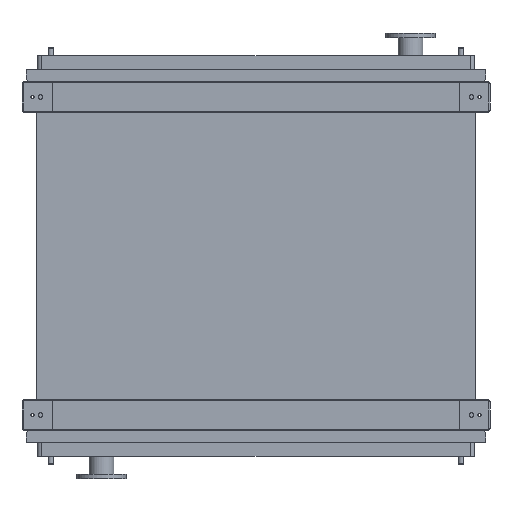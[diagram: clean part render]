
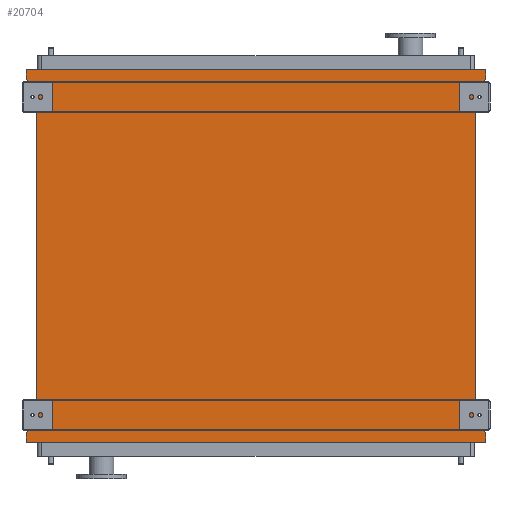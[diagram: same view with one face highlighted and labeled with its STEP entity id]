
A CAD part, front view. The second image highlights one B-rep face of the part: STEP entity #20704.
In plain terms, the highlighted planar face has unit normal (0, -1, 0).
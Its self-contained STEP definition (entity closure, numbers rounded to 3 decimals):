
#150 = VECTOR ( 'NONE', #18557, 1000. ) ;
#234 = CARTESIAN_POINT ( 'NONE',  ( 965., 0., -1450. ) ) ;
#446 = VERTEX_POINT ( 'NONE', #20367 ) ;
#460 = DIRECTION ( 'NONE',  ( 0., 0., -1. ) ) ;
#821 = LINE ( 'NONE', #22368, #15164 ) ;
#1093 = EDGE_LOOP ( 'NONE', ( #23765, #19165, #14893, #15432, #11250, #2284, #11812, #16552, #17081, #3431, #8820, #23468 ) ) ;
#1420 = VECTOR ( 'NONE', #9558, 1000. ) ;
#2277 = VERTEX_POINT ( 'NONE', #13390 ) ;
#2284 = ORIENTED_EDGE ( 'NONE', *, *, #15712, .F. ) ;
#2623 = FACE_OUTER_BOUND ( 'NONE', #1093, .T. ) ;
#2995 = CARTESIAN_POINT ( 'NONE',  ( -965., 0., -1450. ) ) ;
#3173 = DIRECTION ( 'NONE',  ( -1., 0., 0. ) ) ;
#3269 = LINE ( 'NONE', #4089, #4395 ) ;
#3425 = VERTEX_POINT ( 'NONE', #18171 ) ;
#3431 = ORIENTED_EDGE ( 'NONE', *, *, #18763, .F. ) ;
#3786 = LINE ( 'NONE', #12955, #17457 ) ;
#3947 = VECTOR ( 'NONE', #10059, 1000. ) ;
#4089 = CARTESIAN_POINT ( 'NONE',  ( 1011., 0., 53. ) ) ;
#4395 = VECTOR ( 'NONE', #18399, 1000. ) ;
#5074 = CARTESIAN_POINT ( 'NONE',  ( 1011., 0., 53. ) ) ;
#6605 = EDGE_CURVE ( 'NONE', #11196, #23503, #10028, .T. ) ;
#7002 = CARTESIAN_POINT ( 'NONE',  ( -1011., 0., -1503. ) ) ;
#7711 = VERTEX_POINT ( 'NONE', #16163 ) ;
#8040 = VECTOR ( 'NONE', #23598, 1000. ) ;
#8514 = DIRECTION ( 'NONE',  ( 0., 0., 1. ) ) ;
#8543 = CARTESIAN_POINT ( 'NONE',  ( 965., 0., -1450. ) ) ;
#8562 = CARTESIAN_POINT ( 'NONE',  ( 1011., 0., -1545. ) ) ;
#8820 = ORIENTED_EDGE ( 'NONE', *, *, #19698, .F. ) ;
#8909 = CARTESIAN_POINT ( 'NONE',  ( -965., 0., 0. ) ) ;
#9068 = CARTESIAN_POINT ( 'NONE',  ( 1011., 0., -1545. ) ) ;
#9455 = VECTOR ( 'NONE', #22974, 1000. ) ;
#9489 = CARTESIAN_POINT ( 'NONE',  ( 1011., 0., -1503. ) ) ;
#9528 = CARTESIAN_POINT ( 'NONE',  ( 965., 0., -1450. ) ) ;
#9558 = DIRECTION ( 'NONE',  ( 1., 0., 0. ) ) ;
#10028 = LINE ( 'NONE', #10274, #14201 ) ;
#10059 = DIRECTION ( 'NONE',  ( 0., 0., 1. ) ) ;
#10101 = LINE ( 'NONE', #234, #14827 ) ;
#10208 = VECTOR ( 'NONE', #21667, 1000. ) ;
#10274 = CARTESIAN_POINT ( 'NONE',  ( -965., 0., -1450. ) ) ;
#10592 = VERTEX_POINT ( 'NONE', #5074 ) ;
#10656 = CARTESIAN_POINT ( 'NONE',  ( 1011., 0., -1503. ) ) ;
#11196 = VERTEX_POINT ( 'NONE', #2995 ) ;
#11250 = ORIENTED_EDGE ( 'NONE', *, *, #14803, .F. ) ;
#11264 = DIRECTION ( 'NONE',  ( 0., -1., 0. ) ) ;
#11368 = DIRECTION ( 'NONE',  ( 0.655, 0., 0.755 ) ) ;
#11633 = EDGE_CURVE ( 'NONE', #19142, #15452, #19406, .T. ) ;
#11812 = ORIENTED_EDGE ( 'NONE', *, *, #6605, .F. ) ;
#11910 = VERTEX_POINT ( 'NONE', #7002 ) ;
#12504 = AXIS2_PLACEMENT_3D ( 'NONE', #22341, #11264, #460 ) ;
#12866 = DIRECTION ( 'NONE',  ( 0.655, 0., -0.755 ) ) ;
#12955 = CARTESIAN_POINT ( 'NONE',  ( -1011., 0., 53. ) ) ;
#13390 = CARTESIAN_POINT ( 'NONE',  ( -1011., 0., 95. ) ) ;
#13453 = LINE ( 'NONE', #17172, #3947 ) ;
#13779 = EDGE_CURVE ( 'NONE', #10592, #15452, #3269, .T. ) ;
#13925 = LINE ( 'NONE', #8562, #18095 ) ;
#14201 = VECTOR ( 'NONE', #8514, 1000. ) ;
#14426 = EDGE_CURVE ( 'NONE', #7711, #10592, #18957, .T. ) ;
#14737 = DIRECTION ( 'NONE',  ( 0., 0., 1. ) ) ;
#14803 = EDGE_CURVE ( 'NONE', #446, #2277, #3786, .T. ) ;
#14827 = VECTOR ( 'NONE', #12866, 1000. ) ;
#14893 = ORIENTED_EDGE ( 'NONE', *, *, #14426, .F. ) ;
#14936 = LINE ( 'NONE', #8909, #10208 ) ;
#15164 = VECTOR ( 'NONE', #11368, 1000. ) ;
#15432 = ORIENTED_EDGE ( 'NONE', *, *, #16572, .F. ) ;
#15452 = VERTEX_POINT ( 'NONE', #20630 ) ;
#15712 = EDGE_CURVE ( 'NONE', #23503, #446, #14936, .T. ) ;
#16163 = CARTESIAN_POINT ( 'NONE',  ( 1011., 0., 95. ) ) ;
#16284 = LINE ( 'NONE', #18423, #1420 ) ;
#16507 = VERTEX_POINT ( 'NONE', #9489 ) ;
#16552 = ORIENTED_EDGE ( 'NONE', *, *, #16592, .F. ) ;
#16572 = EDGE_CURVE ( 'NONE', #2277, #7711, #16284, .T. ) ;
#16592 = EDGE_CURVE ( 'NONE', #11910, #11196, #821, .T. ) ;
#16875 = CARTESIAN_POINT ( 'NONE',  ( -965., 0., 0. ) ) ;
#16890 = LINE ( 'NONE', #10656, #8040 ) ;
#17081 = ORIENTED_EDGE ( 'NONE', *, *, #17756, .F. ) ;
#17127 = CARTESIAN_POINT ( 'NONE',  ( 1011., 0., 95. ) ) ;
#17172 = CARTESIAN_POINT ( 'NONE',  ( -1011., 0., -1545. ) ) ;
#17457 = VECTOR ( 'NONE', #14737, 1000. ) ;
#17756 = EDGE_CURVE ( 'NONE', #3425, #11910, #13453, .T. ) ;
#18061 = VERTEX_POINT ( 'NONE', #9068 ) ;
#18095 = VECTOR ( 'NONE', #3173, 1000. ) ;
#18171 = CARTESIAN_POINT ( 'NONE',  ( -1011., 0., -1545. ) ) ;
#18395 = PLANE ( 'NONE',  #12504 ) ;
#18399 = DIRECTION ( 'NONE',  ( -0.655, 0., -0.755 ) ) ;
#18423 = CARTESIAN_POINT ( 'NONE',  ( -1011., 0., 95. ) ) ;
#18557 = DIRECTION ( 'NONE',  ( 0., 0., 1. ) ) ;
#18763 = EDGE_CURVE ( 'NONE', #18061, #3425, #13925, .T. ) ;
#18957 = LINE ( 'NONE', #17127, #9455 ) ;
#19142 = VERTEX_POINT ( 'NONE', #8543 ) ;
#19165 = ORIENTED_EDGE ( 'NONE', *, *, #13779, .F. ) ;
#19406 = LINE ( 'NONE', #9528, #150 ) ;
#19698 = EDGE_CURVE ( 'NONE', #16507, #18061, #16890, .T. ) ;
#20367 = CARTESIAN_POINT ( 'NONE',  ( -1011., 0., 53. ) ) ;
#20630 = CARTESIAN_POINT ( 'NONE',  ( 965., 0., 0. ) ) ;
#20704 = ADVANCED_FACE ( 'NONE', ( #2623 ), #18395, .T. ) ;
#21667 = DIRECTION ( 'NONE',  ( -0.655, 0., 0.755 ) ) ;
#21986 = EDGE_CURVE ( 'NONE', #19142, #16507, #10101, .T. ) ;
#22341 = CARTESIAN_POINT ( 'NONE',  ( -965., 0., -1450. ) ) ;
#22368 = CARTESIAN_POINT ( 'NONE',  ( -1011., 0., -1503. ) ) ;
#22974 = DIRECTION ( 'NONE',  ( 0., 0., -1. ) ) ;
#23468 = ORIENTED_EDGE ( 'NONE', *, *, #21986, .F. ) ;
#23503 = VERTEX_POINT ( 'NONE', #16875 ) ;
#23598 = DIRECTION ( 'NONE',  ( 0., 0., -1. ) ) ;
#23765 = ORIENTED_EDGE ( 'NONE', *, *, #11633, .T. ) ;
